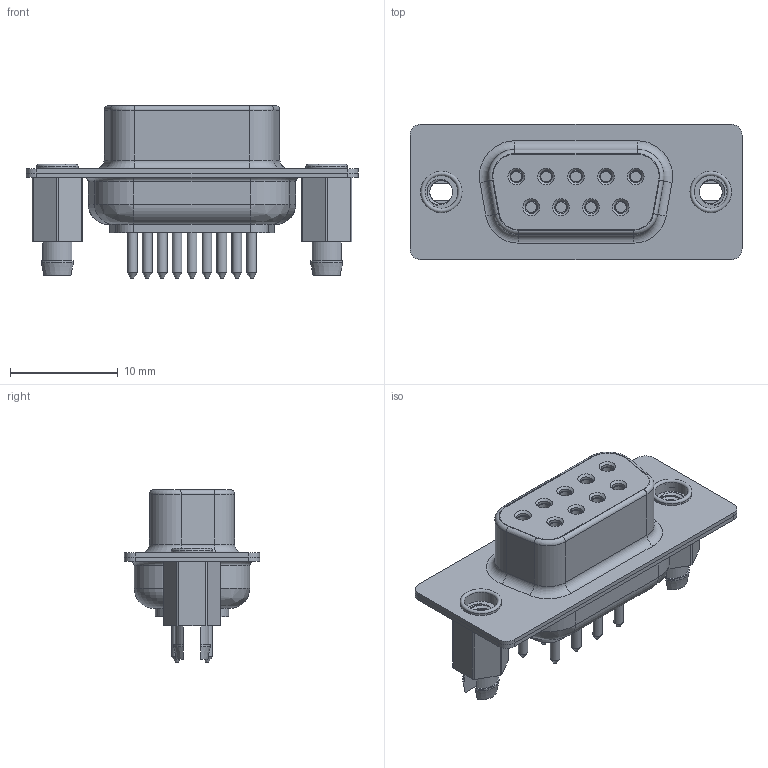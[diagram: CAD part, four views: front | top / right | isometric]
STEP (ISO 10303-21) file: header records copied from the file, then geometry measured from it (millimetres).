
FILE_DESCRIPTION(/* description */ (''),/* implementation_level */ '2;1');
FILE_NAME(/* name */ '101-09-1 FEMALE',/* time_stamp */ '2013-09-12T14:31:18+08:00',/* author */ (''),/* organization */ (''),/* preprocessor_version */ 'ST-DEVELOPER v9',/* originating_system */ 'UGS - NX 4.0',/* authorisation */ '');
FILE_SCHEMA (('CONFIG_CONTROL_DESIGN'));
Length unit declared in the file: millimetre
Products named in the file (1): 101-09-1 Female
Bounding box: 30.81 x 12.55 x 16 mm (x, y, z)
Volume: 1790 mm3; surface area: 4220.5 mm2
Topology: 12 solids, 14 shells, 341 faces, 784 edges, 494 vertices
Faces by surface type: cylinder 145, plane 135, cone 31, torus 20, bspline 10
Full cylindrical faces by diameter (mm): 0.9 x18, 1 x9, 1.15 x18, 2.2 x2, 2.65 x12, 3.05 x2, 3.25 x2, 3.65 x4, 3.85 x2
Entity records: 12508 total; most frequent: CARTESIAN_POINT 5508, DIRECTION 1524, ORIENTED_EDGE 1216, AXIS2_PLACEMENT_3D 620, EDGE_CURVE 608, EDGE_LOOP 476, VERTEX_POINT 420, ADVANCED_FACE 329
